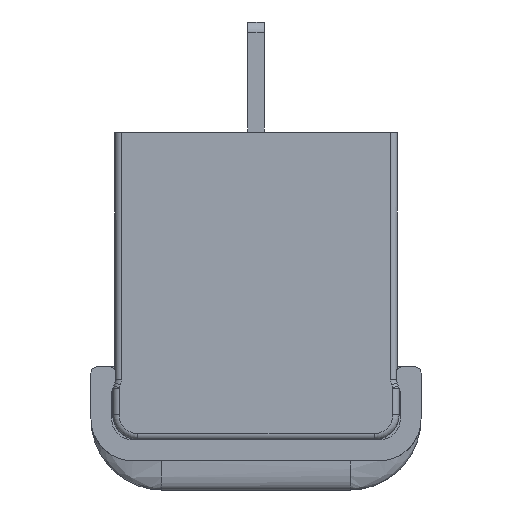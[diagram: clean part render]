
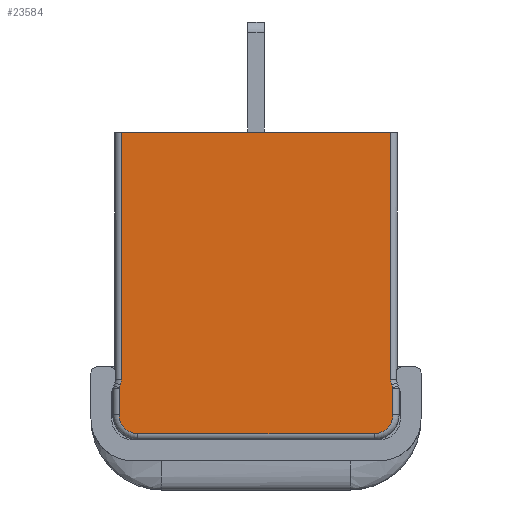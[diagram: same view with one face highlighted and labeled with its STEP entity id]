
A CAD part, left-side view. The second image highlights one B-rep face of the part: STEP entity #23584.
In plain terms, the highlighted planar face has unit normal (-1, 0, 0).
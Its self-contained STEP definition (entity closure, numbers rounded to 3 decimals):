
#14620=CARTESIAN_POINT('',(-23.61,5.65,-9.7));
#14621=VERTEX_POINT('',#14620);
#14622=CARTESIAN_POINT('',(-23.61,-5.65,-9.7));
#14623=VERTEX_POINT('',#14622);
#14624=CARTESIAN_POINT('',(-23.61,5.65,-9.7));
#14625=DIRECTION('',(0.,-1.,0.));
#14626=VECTOR('',#14625,11.3);
#14627=LINE('',#14624,#14626);
#14628=EDGE_CURVE('',#14621,#14623,#14627,.T.);
#20928=CARTESIAN_POINT('',(-23.61,-6.45,-7.129));
#20929=VERTEX_POINT('',#20928);
#20930=CARTESIAN_POINT('',(-23.61,-6.45,4.7));
#20931=VERTEX_POINT('',#20930);
#20932=CARTESIAN_POINT('',(-23.61,-6.45,-7.129));
#20933=DIRECTION('',(0.,0.,1.));
#20934=VECTOR('',#20933,11.829);
#20935=LINE('',#20932,#20934);
#20936=EDGE_CURVE('',#20929,#20931,#20935,.T.);
#20970=CARTESIAN_POINT('',(-23.61,-6.492,-7.369));
#20971=VERTEX_POINT('',#20970);
#20972=CARTESIAN_POINT('',(-23.61,-7.15,-7.129));
#20973=DIRECTION('',(0.,0.94,-0.342));
#20974=DIRECTION('',(1.,0.,0.));
#20975=AXIS2_PLACEMENT_3D('',#20972,#20974,#20973);
#20976=CIRCLE('',#20975,0.7);
#20977=EDGE_CURVE('',#20971,#20929,#20976,.T.);
#20996=CARTESIAN_POINT('',(-23.61,-6.544,-7.511));
#20997=VERTEX_POINT('',#20996);
#20998=CARTESIAN_POINT('',(-23.61,-6.544,-7.511));
#20999=DIRECTION('',(0.,0.342,0.94));
#21000=VECTOR('',#20999,0.151);
#21001=LINE('',#20998,#21000);
#21002=EDGE_CURVE('',#20997,#20971,#21001,.T.);
#21033=CARTESIAN_POINT('',(-23.61,-6.55,-7.545));
#21034=VERTEX_POINT('',#21033);
#21035=CARTESIAN_POINT('',(-23.61,-6.45,-7.545));
#21036=DIRECTION('',(0.,-1.,0.));
#21037=DIRECTION('',(-1.,0.,0.));
#21038=AXIS2_PLACEMENT_3D('',#21035,#21037,#21036);
#21039=CIRCLE('',#21038,0.1);
#21040=EDGE_CURVE('',#21034,#20997,#21039,.T.);
#21172=CARTESIAN_POINT('',(-23.61,6.544,-7.511));
#21173=VERTEX_POINT('',#21172);
#21174=CARTESIAN_POINT('',(-23.61,6.55,-7.545));
#21175=VERTEX_POINT('',#21174);
#21176=CARTESIAN_POINT('',(-23.61,6.45,-7.545));
#21177=DIRECTION('',(0.,0.94,0.342));
#21178=DIRECTION('',(-1.,0.,0.));
#21179=AXIS2_PLACEMENT_3D('',#21176,#21178,#21177);
#21180=CIRCLE('',#21179,0.1);
#21181=EDGE_CURVE('',#21173,#21175,#21180,.T.);
#21207=CARTESIAN_POINT('',(-23.61,6.492,-7.369));
#21208=VERTEX_POINT('',#21207);
#21209=CARTESIAN_POINT('',(-23.61,6.492,-7.369));
#21210=DIRECTION('',(0.,0.342,-0.94));
#21211=VECTOR('',#21210,0.151);
#21212=LINE('',#21209,#21211);
#21213=EDGE_CURVE('',#21208,#21173,#21212,.T.);
#21232=CARTESIAN_POINT('',(-23.61,6.45,-7.129));
#21233=VERTEX_POINT('',#21232);
#21234=CARTESIAN_POINT('',(-23.61,7.15,-7.129));
#21235=DIRECTION('',(0.,-1.,0.));
#21236=DIRECTION('',(1.,0.,0.));
#21237=AXIS2_PLACEMENT_3D('',#21234,#21236,#21235);
#21238=CIRCLE('',#21237,0.7);
#21239=EDGE_CURVE('',#21233,#21208,#21238,.T.);
#21269=CARTESIAN_POINT('',(-23.61,6.45,4.7));
#21270=VERTEX_POINT('',#21269);
#21271=CARTESIAN_POINT('',(-23.61,6.45,-7.129));
#21272=DIRECTION('',(0.,0.,1.));
#21273=VECTOR('',#21272,11.829);
#21274=LINE('',#21271,#21273);
#21275=EDGE_CURVE('',#21233,#21270,#21274,.T.);
#23532=CARTESIAN_POINT('',(-23.61,5.65,-8.8));
#23533=DIRECTION('',(0.,-1.,0.));
#23534=DIRECTION('',(-1.,0.,0.));
#23535=AXIS2_PLACEMENT_3D('',#23532,#23534,#23533);
#23536=PLANE('',#23535);
#23537=ORIENTED_EDGE('',*,*,#21275,.F.);
#23538=ORIENTED_EDGE('',*,*,#21239,.T.);
#23539=ORIENTED_EDGE('',*,*,#21213,.T.);
#23540=ORIENTED_EDGE('',*,*,#21181,.T.);
#23541=CARTESIAN_POINT('',(-23.61,6.55,-8.8));
#23542=VERTEX_POINT('',#23541);
#23543=CARTESIAN_POINT('',(-23.61,6.55,-7.545));
#23544=DIRECTION('',(0.,0.,-1.));
#23545=VECTOR('',#23544,1.255);
#23546=LINE('',#23543,#23545);
#23547=EDGE_CURVE('',#21175,#23542,#23546,.T.);
#23548=ORIENTED_EDGE('',*,*,#23547,.T.);
#23549=CARTESIAN_POINT('',(-23.61,5.65,-8.8));
#23550=DIRECTION('',(0.,1.,0.));
#23551=DIRECTION('',(-1.,0.,0.));
#23552=AXIS2_PLACEMENT_3D('',#23549,#23551,#23550);
#23553=CIRCLE('',#23552,0.9);
#23554=EDGE_CURVE('',#23542,#14621,#23553,.T.);
#23555=ORIENTED_EDGE('',*,*,#23554,.T.);
#23556=ORIENTED_EDGE('',*,*,#14628,.T.);
#23557=CARTESIAN_POINT('',(-23.61,-6.55,-8.8));
#23558=VERTEX_POINT('',#23557);
#23559=CARTESIAN_POINT('',(-23.61,-5.65,-8.8));
#23560=DIRECTION('',(0.,0.,-1.));
#23561=DIRECTION('',(-1.,0.,0.));
#23562=AXIS2_PLACEMENT_3D('',#23559,#23561,#23560);
#23563=CIRCLE('',#23562,0.9);
#23564=EDGE_CURVE('',#14623,#23558,#23563,.T.);
#23565=ORIENTED_EDGE('',*,*,#23564,.T.);
#23566=CARTESIAN_POINT('',(-23.61,-6.55,-8.8));
#23567=DIRECTION('',(0.,0.,1.));
#23568=VECTOR('',#23567,1.255);
#23569=LINE('',#23566,#23568);
#23570=EDGE_CURVE('',#23558,#21034,#23569,.T.);
#23571=ORIENTED_EDGE('',*,*,#23570,.T.);
#23572=ORIENTED_EDGE('',*,*,#21040,.T.);
#23573=ORIENTED_EDGE('',*,*,#21002,.T.);
#23574=ORIENTED_EDGE('',*,*,#20977,.T.);
#23575=ORIENTED_EDGE('',*,*,#20936,.T.);
#23576=CARTESIAN_POINT('',(-23.61,6.45,4.7));
#23577=DIRECTION('',(0.,-1.,0.));
#23578=VECTOR('',#23577,12.9);
#23579=LINE('',#23576,#23578);
#23580=EDGE_CURVE('',#21270,#20931,#23579,.T.);
#23581=ORIENTED_EDGE('',*,*,#23580,.F.);
#23582=EDGE_LOOP('',(#23537,#23538,#23539,#23540,#23548,#23555,#23556,#23565,#23571,#23572,#23573,#23574,#23575,#23581));
#23583=FACE_OUTER_BOUND('',#23582,.T.);
#23584=ADVANCED_FACE('',(#23583),#23536,.T.);
